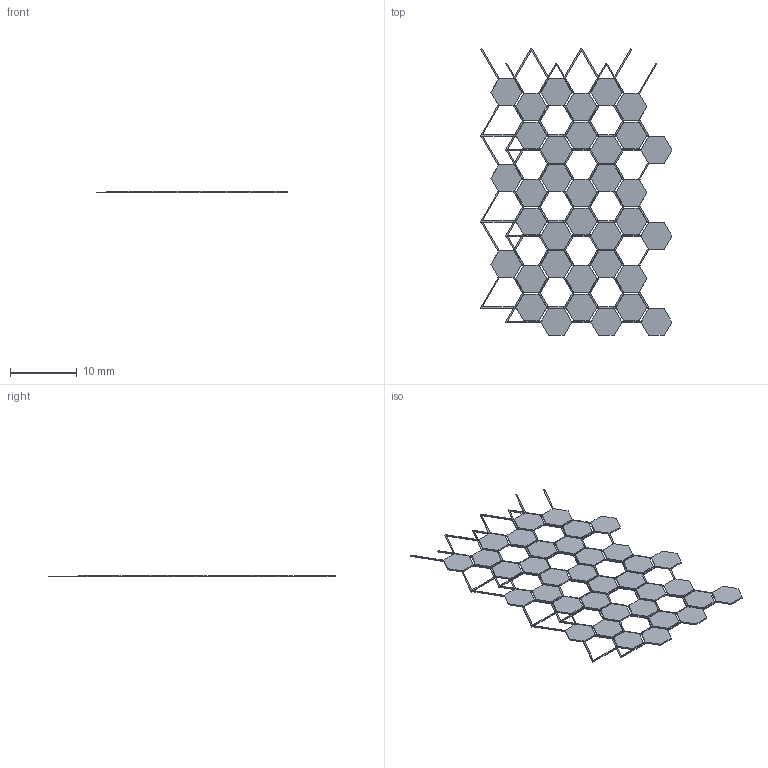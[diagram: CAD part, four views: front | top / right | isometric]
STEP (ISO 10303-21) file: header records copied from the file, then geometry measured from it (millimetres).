
FILE_DESCRIPTION(('STEP AP242'), '1');
FILE_NAME('忺摫鍙-HEX', '', ('UNSPECIFIED'), ('UNSPECIFIED'), 'C3D Converter', 'C3D Toolkit', '');
FILE_SCHEMA(('AP242_MANAGED_MODEL_BASED_3D_ENGINEERING_MIM_LF { 1 0 10303 442 1 1 4 }'));
Length unit declared in the file: millimetre
Bounding box: 28.73 x 43.01 x 0.2 mm (x, y, z)
Volume: 106.3 mm3; surface area: 1290.2 mm2
Topology: 2 solids, 2 shells, 526 faces, 1697 edges, 1135 vertices
Faces by surface type: plane 526
Entity records: 18486 total; most frequent: ORIENTED_EDGE 3384, CARTESIAN_POINT 3357, DIRECTION 2746, EDGE_CURVE 1692, LINE 1692, VECTOR 1692, VERTEX_POINT 1128, FACE_BOUND 568
